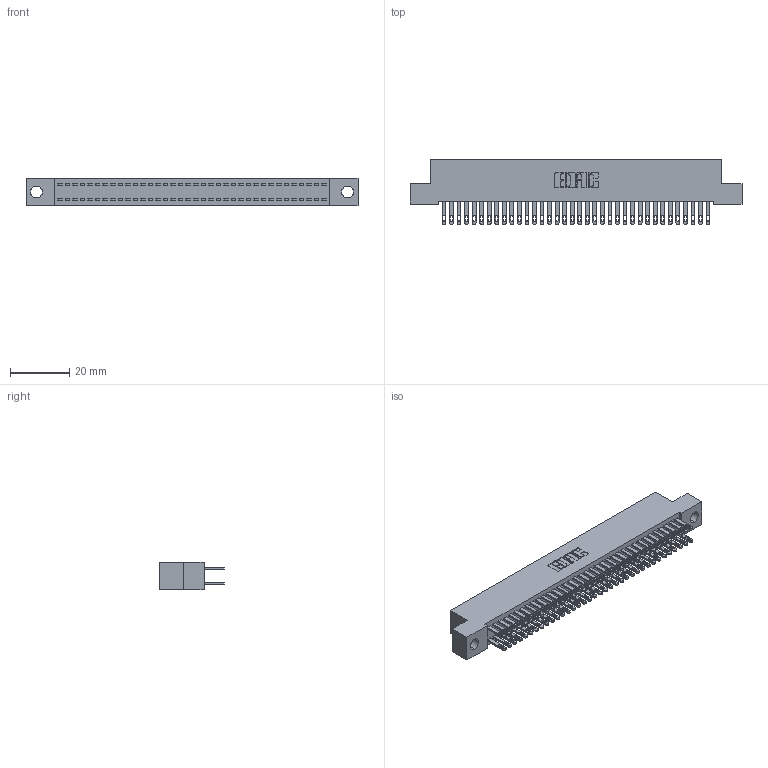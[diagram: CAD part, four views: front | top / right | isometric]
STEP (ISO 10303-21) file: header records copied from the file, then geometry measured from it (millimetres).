
FILE_DESCRIPTION (( 'STEP AP203' ), '1' );
FILE_NAME ('892-072-500-204.STEP', '2020-09-21T19:46:33', ( '' ), ( '' ), 'SwSTEP 2.0', 'SolidWorks 2020', '' );
FILE_SCHEMA (( 'CONFIG_CONTROL_DESIGN' ));
Length unit declared in the file: inch
Products named in the file (3): 842 Part_.156 TH; 892-072-500-204; 345-292-001_345-293-100
Assembly tree (73 placements, depth 2):
  892-072-500-204
    842 Part_.156 TH
    345-292-001_345-293-100  x72
Bounding box: 111.76 x 21.85 x 9.4 mm (x, y, z)
Volume: 10146.2 mm3; surface area: 16881.2 mm2
Topology: 73 solids, 73 shells, 3566 faces, 10883 edges, 7254 vertices
Faces by surface type: plane 2226, cylinder 1340
Entity records: 23737 total; most frequent: CARTESIAN_POINT 3938, ORIENTED_EDGE 3874, DIRECTION 3377, EDGE_CURVE 1937, VECTOR 1805, LINE 1805, VERTEX_POINT 1290, AXIS2_PLACEMENT_3D 786
